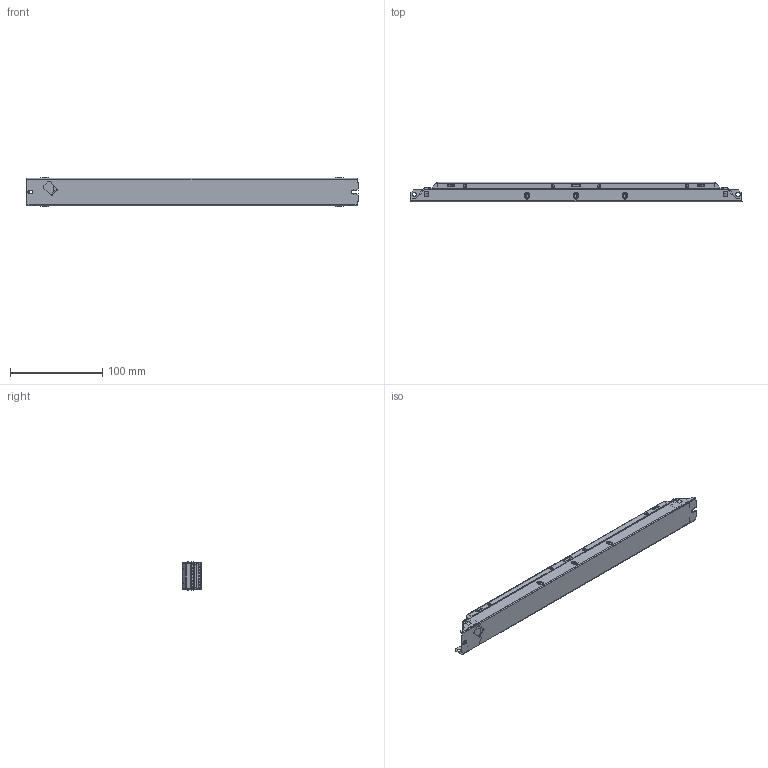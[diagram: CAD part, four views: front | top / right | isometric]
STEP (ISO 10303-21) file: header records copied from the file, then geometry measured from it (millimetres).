
FILE_DESCRIPTION (( 'STEP AP214' ), '1' );
FILE_NAME ('OTi DALI L G2.STEP', '2018-09-05T07:09:05', ( '' ), ( '' ), 'SwSTEP 2.0', 'SolidWorks 2017', '' );
FILE_SCHEMA (( 'AUTOMOTIVE_DESIGN' ));
Length unit declared in the file: millimetre
Products named in the file (1): OTi DALI L G2
Bounding box: 359 x 20.84 x 31.39 mm (x, y, z)
Volume: 187655 mm3; surface area: 68946.9 mm2
Topology: 1 solids, 3 shells, 1974 faces, 5503 edges, 3514 vertices
Faces by surface type: plane 1142, cylinder 543, bspline 203, sphere 48, cone 26, torus 12
Entity records: 91585 total; most frequent: CARTESIAN_POINT 21231, ORIENTED_EDGE 10990, DIRECTION 9331, EDGE_CURVE 5495, LINE 3677, VECTOR 3677, VERTEX_POINT 3514, AXIS2_PLACEMENT_3D 2827
